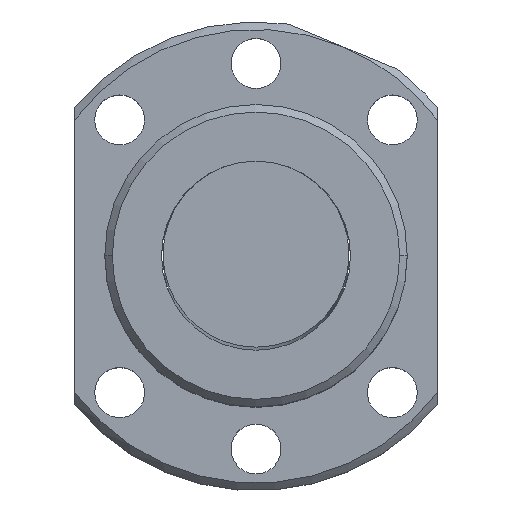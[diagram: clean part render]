
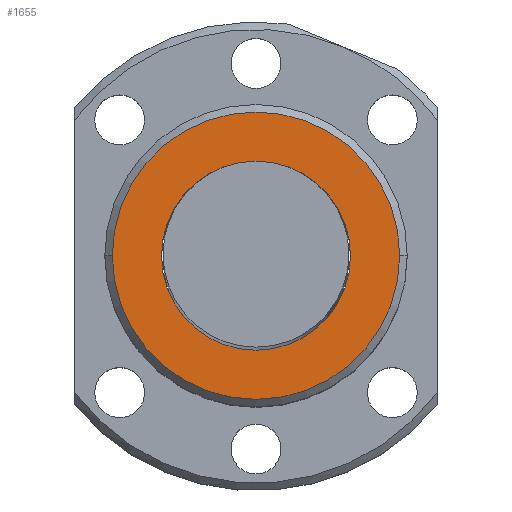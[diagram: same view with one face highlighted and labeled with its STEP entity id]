
A CAD part, top view. The second image highlights one B-rep face of the part: STEP entity #1655.
In plain terms, the highlighted face is planar.
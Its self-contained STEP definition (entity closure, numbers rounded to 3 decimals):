
#253 = AXIS2_PLACEMENT_3D ( 'NONE', #1243, #1241, #1237 ) ;
#295 = CIRCLE ( 'NONE', #889, 12.5 ) ;
#339 = CARTESIAN_POINT ( 'NONE',  ( -12.5, 0., -64. ) ) ;
#432 = AXIS2_PLACEMENT_3D ( 'NONE', #1280, #1276, #1271 ) ;
#446 = CARTESIAN_POINT ( 'NONE',  ( -19., 0., -64. ) ) ;
#553 = CIRCLE ( 'NONE', #432, 12.5 ) ;
#631 = VERTEX_POINT ( 'NONE', #446 ) ;
#682 = AXIS2_PLACEMENT_3D ( 'NONE', #1314, #1304, #1295 ) ;
#773 = FACE_BOUND ( 'NONE', #1612, .T. ) ;
#818 = EDGE_LOOP ( 'NONE', ( #1469, #1473 ) ) ;
#885 = VERTEX_POINT ( 'NONE', #1337 ) ;
#889 = AXIS2_PLACEMENT_3D ( 'NONE', #1144, #1143, #1139 ) ;
#890 = EDGE_CURVE ( 'NONE', #1564, #631, #964, .T. ) ;
#897 = AXIS2_PLACEMENT_3D ( 'NONE', #1366, #1362, #1357 ) ;
#964 = CIRCLE ( 'NONE', #682, 19. ) ;
#1025 = FACE_OUTER_BOUND ( 'NONE', #818, .T. ) ;
#1114 = VERTEX_POINT ( 'NONE', #339 ) ;
#1139 = DIRECTION ( 'NONE',  ( 1., 0., 0. ) ) ;
#1143 = DIRECTION ( 'NONE',  ( 0., 0., -1. ) ) ;
#1144 = CARTESIAN_POINT ( 'NONE',  ( 0., 0., -64. ) ) ;
#1237 = DIRECTION ( 'NONE',  ( 1., 0., 0. ) ) ;
#1241 = DIRECTION ( 'NONE',  ( 0., 0., 1. ) ) ;
#1243 = CARTESIAN_POINT ( 'NONE',  ( 0., 0., -64. ) ) ;
#1271 = DIRECTION ( 'NONE',  ( 1., 0., 0. ) ) ;
#1276 = DIRECTION ( 'NONE',  ( 0., 0., -1. ) ) ;
#1280 = CARTESIAN_POINT ( 'NONE',  ( 0., 0., -64. ) ) ;
#1295 = DIRECTION ( 'NONE',  ( 1., 0., 0. ) ) ;
#1304 = DIRECTION ( 'NONE',  ( 0., 0., 1. ) ) ;
#1314 = CARTESIAN_POINT ( 'NONE',  ( 0., 0., -64. ) ) ;
#1329 = CIRCLE ( 'NONE', #253, 19. ) ;
#1337 = CARTESIAN_POINT ( 'NONE',  ( 12.5, 0., -64. ) ) ;
#1357 = DIRECTION ( 'NONE',  ( 1., 0., 0. ) ) ;
#1362 = DIRECTION ( 'NONE',  ( 0., 0., 1. ) ) ;
#1366 = CARTESIAN_POINT ( 'NONE',  ( -19.228, -19.228, -64. ) ) ;
#1368 = PLANE ( 'NONE',  #897 ) ;
#1424 = ORIENTED_EDGE ( 'NONE', *, *, #1726, .F. ) ;
#1436 = ORIENTED_EDGE ( 'NONE', *, *, #1828, .F. ) ;
#1447 = CARTESIAN_POINT ( 'NONE',  ( 19., 0., -64. ) ) ;
#1469 = ORIENTED_EDGE ( 'NONE', *, *, #890, .F. ) ;
#1473 = ORIENTED_EDGE ( 'NONE', *, *, #1776, .F. ) ;
#1564 = VERTEX_POINT ( 'NONE', #1447 ) ;
#1612 = EDGE_LOOP ( 'NONE', ( #1424, #1436 ) ) ;
#1655 = ADVANCED_FACE ( 'NONE', ( #773, #1025 ), #1368, .F. ) ;
#1726 = EDGE_CURVE ( 'NONE', #885, #1114, #553, .T. ) ;
#1776 = EDGE_CURVE ( 'NONE', #631, #1564, #1329, .T. ) ;
#1828 = EDGE_CURVE ( 'NONE', #1114, #885, #295, .T. ) ;
